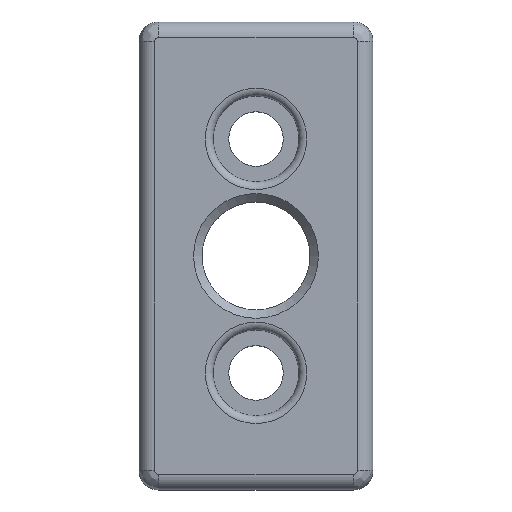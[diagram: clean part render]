
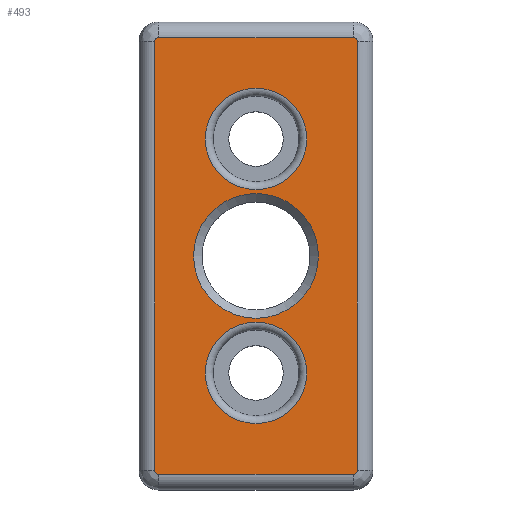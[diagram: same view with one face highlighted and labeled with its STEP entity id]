
A CAD part, top view. The second image highlights one B-rep face of the part: STEP entity #493.
In plain terms, the highlighted planar face has unit normal (0, 0, 1).
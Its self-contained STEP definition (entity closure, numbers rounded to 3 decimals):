
#24=FACE_BOUND('',#93,.T.);
#25=FACE_BOUND('',#94,.T.);
#26=FACE_BOUND('',#95,.T.);
#34=PLANE('',#558);
#61=FACE_OUTER_BOUND('',#92,.T.);
#92=EDGE_LOOP('',(#391,#392,#393,#394,#395,#396,#397,#398));
#93=EDGE_LOOP('',(#399,#400));
#94=EDGE_LOOP('',(#401,#402));
#95=EDGE_LOOP('',(#403,#404));
#132=LINE('',#848,#158);
#133=LINE('',#852,#159);
#134=LINE('',#856,#160);
#135=LINE('',#859,#161);
#158=VECTOR('',#681,1000.);
#159=VECTOR('',#684,1000.);
#160=VECTOR('',#687,1000.);
#161=VECTOR('',#690,1000.);
#166=CIRCLE('',#531,8.);
#167=CIRCLE('',#532,8.);
#183=CIRCLE('',#559,0.5);
#184=CIRCLE('',#560,0.5);
#185=CIRCLE('',#561,0.5);
#186=CIRCLE('',#562,0.5);
#187=CIRCLE('',#563,6.5);
#188=CIRCLE('',#564,6.5);
#189=CIRCLE('',#565,6.5);
#190=CIRCLE('',#566,6.5);
#213=VERTEX_POINT('',#773);
#214=VERTEX_POINT('',#774);
#238=VERTEX_POINT('',#844);
#239=VERTEX_POINT('',#845);
#240=VERTEX_POINT('',#847);
#241=VERTEX_POINT('',#849);
#242=VERTEX_POINT('',#851);
#243=VERTEX_POINT('',#853);
#244=VERTEX_POINT('',#855);
#245=VERTEX_POINT('',#857);
#246=VERTEX_POINT('',#860);
#247=VERTEX_POINT('',#861);
#248=VERTEX_POINT('',#864);
#249=VERTEX_POINT('',#865);
#262=EDGE_CURVE('',#213,#214,#166,.T.);
#263=EDGE_CURVE('',#214,#213,#167,.T.);
#297=EDGE_CURVE('',#238,#239,#183,.F.);
#298=EDGE_CURVE('',#239,#240,#132,.F.);
#299=EDGE_CURVE('',#240,#241,#184,.F.);
#300=EDGE_CURVE('',#241,#242,#133,.F.);
#301=EDGE_CURVE('',#242,#243,#185,.F.);
#302=EDGE_CURVE('',#243,#244,#134,.F.);
#303=EDGE_CURVE('',#244,#245,#186,.F.);
#304=EDGE_CURVE('',#245,#238,#135,.F.);
#305=EDGE_CURVE('',#246,#247,#187,.T.);
#306=EDGE_CURVE('',#247,#246,#188,.T.);
#307=EDGE_CURVE('',#248,#249,#189,.T.);
#308=EDGE_CURVE('',#249,#248,#190,.T.);
#391=ORIENTED_EDGE('',*,*,#297,.T.);
#392=ORIENTED_EDGE('',*,*,#298,.T.);
#393=ORIENTED_EDGE('',*,*,#299,.T.);
#394=ORIENTED_EDGE('',*,*,#300,.T.);
#395=ORIENTED_EDGE('',*,*,#301,.T.);
#396=ORIENTED_EDGE('',*,*,#302,.T.);
#397=ORIENTED_EDGE('',*,*,#303,.T.);
#398=ORIENTED_EDGE('',*,*,#304,.T.);
#399=ORIENTED_EDGE('',*,*,#262,.T.);
#400=ORIENTED_EDGE('',*,*,#263,.T.);
#401=ORIENTED_EDGE('',*,*,#305,.T.);
#402=ORIENTED_EDGE('',*,*,#306,.T.);
#403=ORIENTED_EDGE('',*,*,#307,.T.);
#404=ORIENTED_EDGE('',*,*,#308,.T.);
#493=ADVANCED_FACE('',(#61,#24,#25,#26),#34,.F.);
#531=AXIS2_PLACEMENT_3D('',#775,#605,#606);
#532=AXIS2_PLACEMENT_3D('',#776,#607,#608);
#558=AXIS2_PLACEMENT_3D('',#843,#677,#678);
#559=AXIS2_PLACEMENT_3D('',#846,#679,#680);
#560=AXIS2_PLACEMENT_3D('',#850,#682,#683);
#561=AXIS2_PLACEMENT_3D('',#854,#685,#686);
#562=AXIS2_PLACEMENT_3D('',#858,#688,#689);
#563=AXIS2_PLACEMENT_3D('',#862,#691,#692);
#564=AXIS2_PLACEMENT_3D('',#863,#693,#694);
#565=AXIS2_PLACEMENT_3D('',#866,#695,#696);
#566=AXIS2_PLACEMENT_3D('',#867,#697,#698);
#605=DIRECTION('center_axis',(0.,0.,-1.));
#606=DIRECTION('ref_axis',(1.,0.,0.));
#607=DIRECTION('center_axis',(0.,0.,-1.));
#608=DIRECTION('ref_axis',(1.,0.,0.));
#677=DIRECTION('center_axis',(0.,0.,-1.));
#678=DIRECTION('ref_axis',(-1.,0.,0.));
#679=DIRECTION('center_axis',(0.,0.,-1.));
#680=DIRECTION('ref_axis',(-1.,0.,0.));
#681=DIRECTION('',(1.,0.,0.));
#682=DIRECTION('center_axis',(0.,0.,-1.));
#683=DIRECTION('ref_axis',(-1.,0.,0.));
#684=DIRECTION('',(0.,1.,0.));
#685=DIRECTION('center_axis',(0.,0.,-1.));
#686=DIRECTION('ref_axis',(-1.,0.,0.));
#687=DIRECTION('',(-1.,0.,0.));
#688=DIRECTION('center_axis',(0.,0.,-1.));
#689=DIRECTION('ref_axis',(-1.,0.,0.));
#690=DIRECTION('',(0.,-1.,0.));
#691=DIRECTION('center_axis',(0.,0.,-1.));
#692=DIRECTION('ref_axis',(-1.,0.,0.));
#693=DIRECTION('center_axis',(0.,0.,-1.));
#694=DIRECTION('ref_axis',(-1.,0.,0.));
#695=DIRECTION('center_axis',(0.,0.,-1.));
#696=DIRECTION('ref_axis',(-1.,0.,0.));
#697=DIRECTION('center_axis',(0.,0.,-1.));
#698=DIRECTION('ref_axis',(-1.,0.,0.));
#773=CARTESIAN_POINT('',(8.,0.,12.));
#774=CARTESIAN_POINT('',(-8.,0.,12.));
#775=CARTESIAN_POINT('Origin',(0.,0.,12.));
#776=CARTESIAN_POINT('Origin',(0.,0.,12.));
#843=CARTESIAN_POINT('Origin',(-12.5,27.5,12.));
#844=CARTESIAN_POINT('',(13.,27.5,12.));
#845=CARTESIAN_POINT('',(12.5,28.,12.));
#846=CARTESIAN_POINT('Origin',(12.5,27.5,12.));
#847=CARTESIAN_POINT('',(-12.5,28.,12.));
#848=CARTESIAN_POINT('',(-12.5,28.,12.));
#849=CARTESIAN_POINT('',(-13.,27.5,12.));
#850=CARTESIAN_POINT('Origin',(-12.5,27.5,12.));
#851=CARTESIAN_POINT('',(-13.,-27.5,12.));
#852=CARTESIAN_POINT('',(-13.,-27.5,12.));
#853=CARTESIAN_POINT('',(-12.5,-28.,12.));
#854=CARTESIAN_POINT('Origin',(-12.5,-27.5,12.));
#855=CARTESIAN_POINT('',(12.5,-28.,12.));
#856=CARTESIAN_POINT('',(12.5,-28.,12.));
#857=CARTESIAN_POINT('',(13.,-27.5,12.));
#858=CARTESIAN_POINT('Origin',(12.5,-27.5,12.));
#859=CARTESIAN_POINT('',(13.,27.5,12.));
#860=CARTESIAN_POINT('',(-6.5,15.,12.));
#861=CARTESIAN_POINT('',(6.5,15.,12.));
#862=CARTESIAN_POINT('Origin',(0.,15.,12.));
#863=CARTESIAN_POINT('Origin',(0.,15.,12.));
#864=CARTESIAN_POINT('',(-6.5,-15.,12.));
#865=CARTESIAN_POINT('',(6.5,-15.,12.));
#866=CARTESIAN_POINT('Origin',(0.,-15.,12.));
#867=CARTESIAN_POINT('Origin',(0.,-15.,12.));
